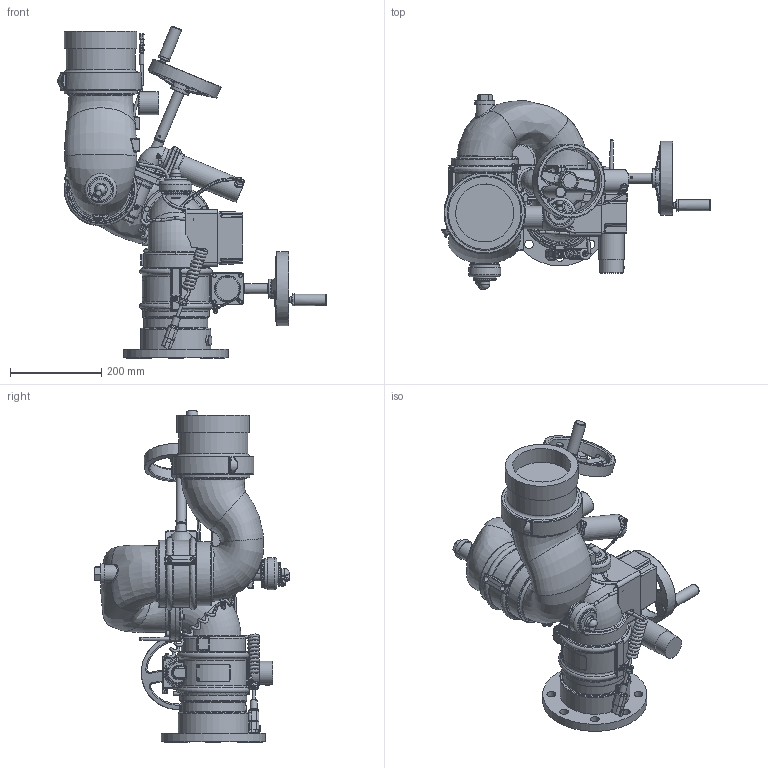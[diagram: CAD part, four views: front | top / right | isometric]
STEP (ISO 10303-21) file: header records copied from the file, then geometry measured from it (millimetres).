
FILE_DESCRIPTION (( 'STEP AP214' ), '1' );
FILE_NAME ('7501.STEP', '2015-07-07T18:12:17', ( '' ), ( '' ), 'SwSTEP 2.0', 'SolidWorks 2015', '' );
FILE_SCHEMA (( 'AUTOMOTIVE_DESIGN' ));
Length unit declared in the file: inch
Products named in the file (1): 7501
Bounding box: 587.66 x 425.5 x 726.08 mm (x, y, z)
Surface area: 1193919.9 mm2 (no closed solid volume)
Topology: 0 solids, 130 shells, 1865 faces, 6664 edges, 4716 vertices
Faces by surface type: bspline 626, plane 504, cylinder 470, torus 126, cone 115, sphere 24
Full cylindrical faces by diameter (mm): 4.826 x2, 5 x4, 5.105 x4, 5.563 x2, 6.223 x1, 6.35 x5, 6.858 x1, 7.366 x1, 7.823 x2, 7.937 x8, 7.938 x13, 8.89 x2, 9.169 x1, 9.525 x2, 9.921 x1, 10.185 x1, 11.51 x2, 11.908 x8, 12.7 x2, 14.148 x1, 15.24 x1, 19.05 x8, 22.225 x4, 24.613 x2, 38.1 x1, 43.942 x1, 49.2 x3, 49.53 x1, 49.657 x1, 50.8 x2
Entity records: 159056 total; most frequent: CARTESIAN_POINT 86741, ORIENTED_EDGE 9688, DIRECTION 8089, EDGE_CURVE 6369, VERTEX_POINT 4659, AXIS2_PLACEMENT_3D 2962, B_SPLINE_CURVE_WITH_KNOTS 2338, EDGE_LOOP 2297
